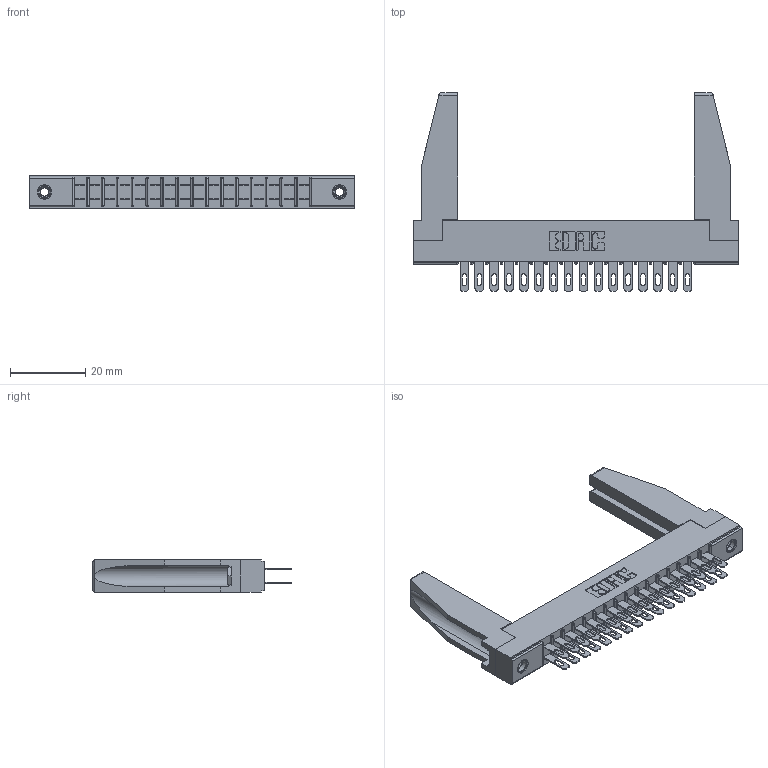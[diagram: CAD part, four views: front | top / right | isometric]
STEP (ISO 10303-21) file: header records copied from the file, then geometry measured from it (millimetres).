
FILE_DESCRIPTION (( 'STEP AP203' ), '1' );
FILE_NAME ('355-032-500-578.STEP', '2019-09-11T07:43:24', ( '' ), ( '' ), 'SwSTEP 2.0', 'SolidWorks 2016', '' );
FILE_SCHEMA (( 'CONFIG_CONTROL_DESIGN' ));
Length unit declared in the file: inch
Products named in the file (5): 307-220-078; 355-032-500-578; 305 Part_.156 Dia; 345-250-001_345-250-001-102; 305-290-001_500
Assembly tree (37 placements, depth 2):
  355-032-500-578
    305 Part_.156 Dia
    305-290-001_500  x32
    345-250-001_345-250-001-102  x2
    307-220-078  x2
Bounding box: 86.41 x 52.88 x 8.71 mm (x, y, z)
Volume: 9294 mm3; surface area: 14553.8 mm2
Topology: 37 solids, 37 shells, 1846 faces, 5238 edges, 3396 vertices
Faces by surface type: plane 1048, cylinder 718, sphere 64, cone 12, torus 4
Entity records: 22950 total; most frequent: CARTESIAN_POINT 3804, ORIENTED_EDGE 3730, DIRECTION 3661, EDGE_CURVE 1865, VECTOR 1475, LINE 1475, VERTEX_POINT 1194, AXIS2_PLACEMENT_3D 1093
